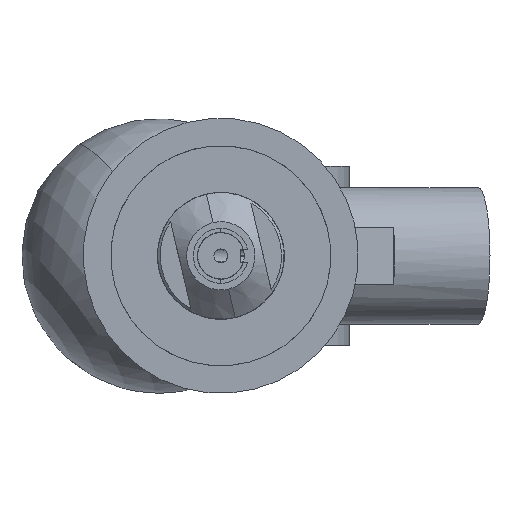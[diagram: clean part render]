
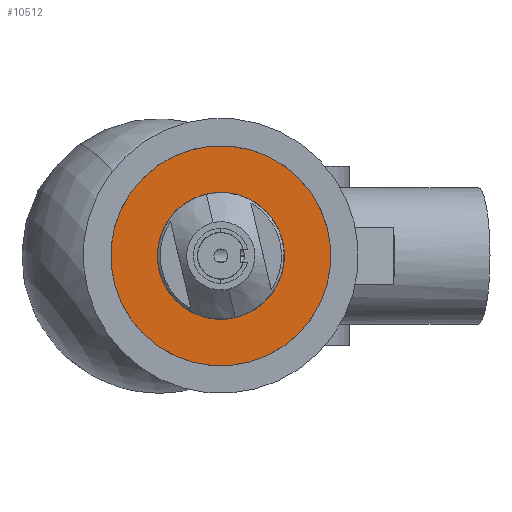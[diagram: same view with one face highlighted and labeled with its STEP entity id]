
A CAD part, left-side view. The second image highlights one B-rep face of the part: STEP entity #10512.
In plain terms, the highlighted planar face has unit normal (-1, 0, 0).
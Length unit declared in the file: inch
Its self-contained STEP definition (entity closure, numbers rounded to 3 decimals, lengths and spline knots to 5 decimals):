
#593 = CARTESIAN_POINT ( 'NONE',  ( -0.3575, 0.23686, 0.16559 ) ) ;
#966 = VERTEX_POINT ( 'NONE', #2669 ) ;
#1526 = AXIS2_PLACEMENT_3D ( 'NONE', #3740, #8562, #13406 ) ;
#1580 = AXIS2_PLACEMENT_3D ( 'NONE', #5004, #11142, #12427 ) ;
#2031 = CIRCLE ( 'NONE', #1526, 0.289 ) ;
#2063 = EDGE_CURVE ( 'NONE', #5160, #5242, #4558, .T. ) ;
#2281 = EDGE_CURVE ( 'NONE', #5242, #5160, #2031, .T. ) ;
#2324 = CARTESIAN_POINT ( 'NONE',  ( -0.3575, 0., 0. ) ) ;
#2495 = CARTESIAN_POINT ( 'NONE',  ( -0.3575, 0., 0. ) ) ;
#2669 = CARTESIAN_POINT ( 'NONE',  ( -0.3575, -0.40979, -0.28649 ) ) ;
#2718 = ORIENTED_EDGE ( 'NONE', *, *, #14891, .T. ) ;
#3354 = EDGE_CURVE ( 'NONE', #5092, #966, #14252, .T. ) ;
#3498 = DIRECTION ( 'NONE',  ( 0., -0.82, -0.573 ) ) ;
#3740 = CARTESIAN_POINT ( 'NONE',  ( -0.3575, 0., 0. ) ) ;
#4180 = CIRCLE ( 'NONE', #7503, 0.5 ) ;
#4558 = CIRCLE ( 'NONE', #10329, 0.289 ) ;
#5004 = CARTESIAN_POINT ( 'NONE',  ( -0.3575, 0., 0. ) ) ;
#5062 = AXIS2_PLACEMENT_3D ( 'NONE', #11438, #12780, #10164 ) ;
#5092 = VERTEX_POINT ( 'NONE', #13907 ) ;
#5160 = VERTEX_POINT ( 'NONE', #593 ) ;
#5242 = VERTEX_POINT ( 'NONE', #11741 ) ;
#5277 = PLANE ( 'NONE',  #5062 ) ;
#5402 = ORIENTED_EDGE ( 'NONE', *, *, #2063, .F. ) ;
#7503 = AXIS2_PLACEMENT_3D ( 'NONE', #2324, #15571, #3498 ) ;
#7546 = FACE_BOUND ( 'NONE', #9057, .T. ) ;
#8562 = DIRECTION ( 'NONE',  ( -1., 0., 0. ) ) ;
#9057 = EDGE_LOOP ( 'NONE', ( #9965, #5402 ) ) ;
#9606 = EDGE_LOOP ( 'NONE', ( #2718, #15602 ) ) ;
#9766 = DIRECTION ( 'NONE',  ( 0., -0.82, -0.573 ) ) ;
#9965 = ORIENTED_EDGE ( 'NONE', *, *, #2281, .F. ) ;
#10164 = DIRECTION ( 'NONE',  ( 0., 0.82, 0.573 ) ) ;
#10329 = AXIS2_PLACEMENT_3D ( 'NONE', #2495, #10944, #9766 ) ;
#10512 = ADVANCED_FACE ( 'NONE', ( #7546, #12331 ), #5277, .F. ) ;
#10944 = DIRECTION ( 'NONE',  ( -1., 0., 0. ) ) ;
#11142 = DIRECTION ( 'NONE',  ( -1., 0., 0. ) ) ;
#11438 = CARTESIAN_POINT ( 'NONE',  ( -0.3575, -0.28649, 0.40979 ) ) ;
#11741 = CARTESIAN_POINT ( 'NONE',  ( -0.3575, -0.23686, -0.16559 ) ) ;
#12331 = FACE_OUTER_BOUND ( 'NONE', #9606, .T. ) ;
#12427 = DIRECTION ( 'NONE',  ( 0., -0.82, -0.573 ) ) ;
#12780 = DIRECTION ( 'NONE',  ( 1., 0., 0. ) ) ;
#13406 = DIRECTION ( 'NONE',  ( 0., -0.82, -0.573 ) ) ;
#13907 = CARTESIAN_POINT ( 'NONE',  ( -0.3575, 0.40979, 0.28649 ) ) ;
#14252 = CIRCLE ( 'NONE', #1580, 0.5 ) ;
#14891 = EDGE_CURVE ( 'NONE', #966, #5092, #4180, .T. ) ;
#15571 = DIRECTION ( 'NONE',  ( -1., 0., 0. ) ) ;
#15602 = ORIENTED_EDGE ( 'NONE', *, *, #3354, .T. ) ;
